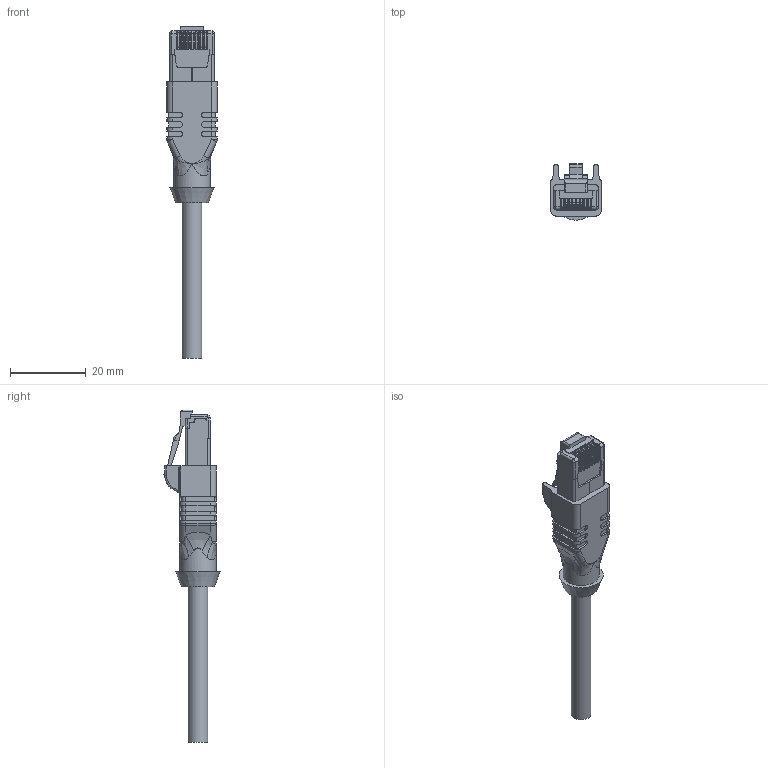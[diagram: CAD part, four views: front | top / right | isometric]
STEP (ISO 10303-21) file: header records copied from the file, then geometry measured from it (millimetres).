
FILE_DESCRIPTION(/* description */ (''),/* implementation_level */ '2;1');
FILE_NAME(/* name */ 'IE-RJ45SS8-m.stp',/* time_stamp */ '2016-11-16T18:12:19+01:00',/* author */ (''),/* organization */ (''),/* preprocessor_version */ 'ST-DEVELOPER v16',/* originating_system */ 'SIEMENS PLM Software NX 10.0',/* authorisation */ '');
FILE_SCHEMA (('AUTOMOTIVE_DESIGN { 1 0 10303 214 3 1 1 1 }'));
Length unit declared in the file: millimetre
Products named in the file (1): IE-RJ45SS8-m_stp
Bounding box: 13.3 x 14.82 x 87.8 mm (x, y, z)
Volume: 5245.6 mm3; surface area: 3566.1 mm2
Topology: 1 solids, 3 shells, 1017 faces, 2937 edges, 1888 vertices
Faces by surface type: plane 656, cylinder 283, bspline 43, torus 30, sphere 4, cone 1
Full cylindrical faces by diameter (mm): 5.2 x1, 9.6 x1
Entity records: 35395 total; most frequent: CARTESIAN_POINT 8451, ORIENTED_EDGE 5862, DIRECTION 5404, EDGE_CURVE 2931, LINE 2248, VECTOR 2248, VERTEX_POINT 1887, AXIS2_PLACEMENT_3D 1578
